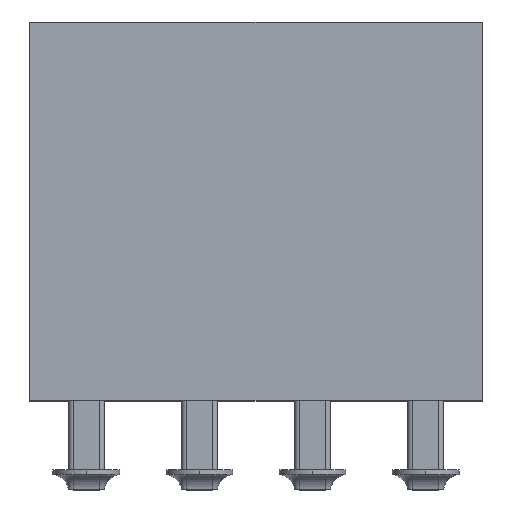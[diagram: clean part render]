
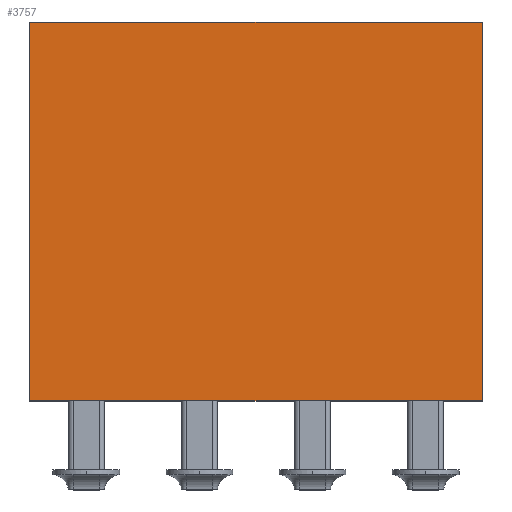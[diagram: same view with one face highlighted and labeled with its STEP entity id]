
A CAD part, top view. The second image highlights one B-rep face of the part: STEP entity #3757.
In plain terms, the highlighted planar face has unit normal (0, 0, 1).
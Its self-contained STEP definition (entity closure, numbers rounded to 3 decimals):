
#174 = PLANE ( 'NONE',  #5160 ) ;
#460 = CARTESIAN_POINT ( 'NONE',  ( -1.27, 8.51, 1.27 ) ) ;
#887 = FACE_OUTER_BOUND ( 'NONE', #2954, .T. ) ;
#899 = CARTESIAN_POINT ( 'NONE',  ( 8.89, 0., 1.27 ) ) ;
#1072 = VERTEX_POINT ( 'NONE', #1414 ) ;
#1189 = VECTOR ( 'NONE', #5768, 1000. ) ;
#1414 = CARTESIAN_POINT ( 'NONE',  ( 8.89, 8.51, 1.27 ) ) ;
#1544 = DIRECTION ( 'NONE',  ( 1., 0., 0. ) ) ;
#1677 = EDGE_CURVE ( 'NONE', #2148, #1072, #5866, .T. ) ;
#1770 = VECTOR ( 'NONE', #4039, 1000. ) ;
#1828 = CARTESIAN_POINT ( 'NONE',  ( -1.27, 8.51, 1.27 ) ) ;
#1862 = EDGE_CURVE ( 'NONE', #1072, #4167, #5738, .T. ) ;
#1902 = ORIENTED_EDGE ( 'NONE', *, *, #1862, .F. ) ;
#2059 = VECTOR ( 'NONE', #1544, 1000. ) ;
#2148 = VERTEX_POINT ( 'NONE', #1828 ) ;
#2270 = ORIENTED_EDGE ( 'NONE', *, *, #5474, .T. ) ;
#2706 = VECTOR ( 'NONE', #3660, 1000. ) ;
#2953 = DIRECTION ( 'NONE',  ( -1., 0., 0. ) ) ;
#2954 = EDGE_LOOP ( 'NONE', ( #2270, #1902, #3967, #4481 ) ) ;
#3360 = CARTESIAN_POINT ( 'NONE',  ( -1.27, 8.51, 1.27 ) ) ;
#3388 = DIRECTION ( 'NONE',  ( 0., 0., -1. ) ) ;
#3451 = CARTESIAN_POINT ( 'NONE',  ( 8.89, 8.51, 1.27 ) ) ;
#3466 = EDGE_CURVE ( 'NONE', #2148, #5548, #4632, .T. ) ;
#3660 = DIRECTION ( 'NONE',  ( 0., -1., 0. ) ) ;
#3757 = ADVANCED_FACE ( 'NONE', ( #887 ), #174, .F. ) ;
#3880 = CARTESIAN_POINT ( 'NONE',  ( -1.27, 0., 1.27 ) ) ;
#3967 = ORIENTED_EDGE ( 'NONE', *, *, #1677, .F. ) ;
#4039 = DIRECTION ( 'NONE',  ( 1., 0., 0. ) ) ;
#4167 = VERTEX_POINT ( 'NONE', #899 ) ;
#4481 = ORIENTED_EDGE ( 'NONE', *, *, #3466, .T. ) ;
#4492 = CARTESIAN_POINT ( 'NONE',  ( -1.27, 8.51, 1.27 ) ) ;
#4514 = CARTESIAN_POINT ( 'NONE',  ( -1.27, 0., 1.27 ) ) ;
#4632 = LINE ( 'NONE', #460, #2706 ) ;
#5160 = AXIS2_PLACEMENT_3D ( 'NONE', #3360, #3388, #2953 ) ;
#5474 = EDGE_CURVE ( 'NONE', #5548, #4167, #5671, .T. ) ;
#5548 = VERTEX_POINT ( 'NONE', #4514 ) ;
#5671 = LINE ( 'NONE', #3880, #2059 ) ;
#5738 = LINE ( 'NONE', #3451, #1189 ) ;
#5768 = DIRECTION ( 'NONE',  ( 0., -1., 0. ) ) ;
#5866 = LINE ( 'NONE', #4492, #1770 ) ;
